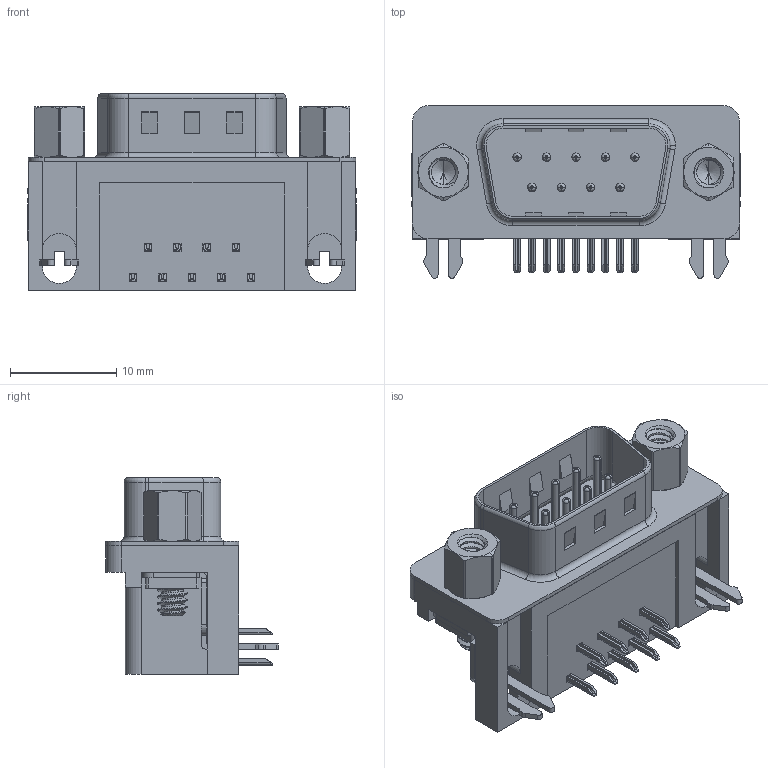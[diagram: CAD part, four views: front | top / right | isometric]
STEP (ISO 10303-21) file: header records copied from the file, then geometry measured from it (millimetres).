
FILE_DESCRIPTION (( 'STEP AP203' ), '1' );
FILE_NAME ('MHDR-09MNS-B1.STEP', '2025-11-26T16:35:36', ( '' ), ( '' ), 'SwSTEP 2.0', 'SolidWorks 2023', '' );
FILE_SCHEMA (( 'CONFIG_CONTROL_DESIGN' ));
Length unit declared in the file: millimetre
Products named in the file (8): MHDR Contact Top; MHDR 4-40 Threaded Rivet; MHDR Shell_9 Socket; MHDR 2 Prong Board Lock; MHDR 4-40 Hex Standoff 5; MHDR Contact Bottom; MHDR-09MNS-B1; MHDR Housing_9 Socket
Assembly tree (17 placements, depth 2):
  MHDR-09MNS-B1
    MHDR Housing_9 Socket
    MHDR Shell_9 Socket
    MHDR Contact Bottom  x4
    MHDR Contact Top  x5
    MHDR 2 Prong Board Lock  x2
    MHDR 4-40 Threaded Rivet  x2
    MHDR 4-40 Hex Standoff 5  x2
Bounding box: 30.89 x 16.25 x 18.5 mm (x, y, z)
Volume: 3480.2 mm3; surface area: 4950.8 mm2
Topology: 17 solids, 17 shells, 1167 faces, 2977 edges, 1869 vertices
Faces by surface type: plane 627, cylinder 407, torus 85, cone 30, bspline 18
Entity records: 22371 total; most frequent: CARTESIAN_POINT 8057, ORIENTED_EDGE 2780, DIRECTION 2744, EDGE_CURVE 1390, AXIS2_PLACEMENT_3D 947, VERTEX_POINT 889, VECTOR 850, LINE 850
